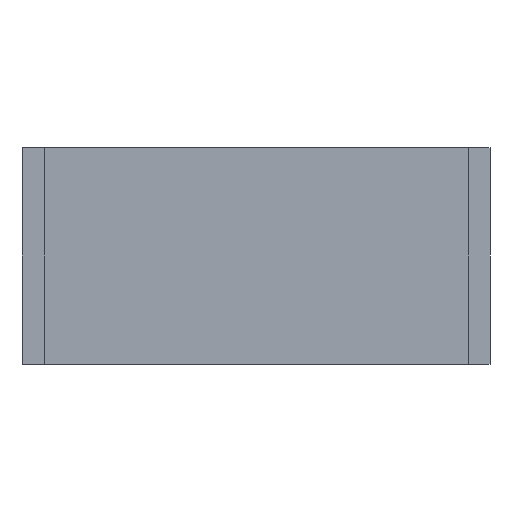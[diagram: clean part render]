
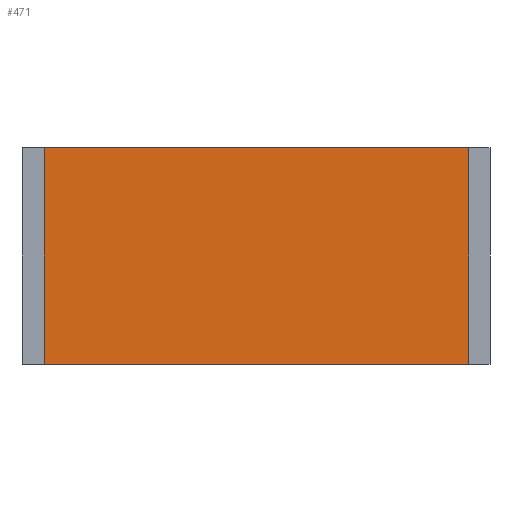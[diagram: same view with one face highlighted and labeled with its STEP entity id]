
A CAD part, front view. The second image highlights one B-rep face of the part: STEP entity #471.
In plain terms, the highlighted planar face has unit normal (0, -1, 0).
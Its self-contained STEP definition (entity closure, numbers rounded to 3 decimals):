
#24=FACE_OUTER_BOUND('',#52,.T.);
#52=EDGE_LOOP('',(#329,#330,#331,#332));
#81=LINE('',#676,#141);
#90=LINE('',#692,#150);
#95=LINE('',#702,#155);
#96=LINE('',#703,#156);
#141=VECTOR('',#551,10.);
#150=VECTOR('',#564,10.);
#155=VECTOR('',#577,10.);
#156=VECTOR('',#578,10.);
#201=VERTEX_POINT('',#673);
#202=VERTEX_POINT('',#675);
#206=VERTEX_POINT('',#689);
#207=VERTEX_POINT('',#691);
#241=EDGE_CURVE('',#202,#201,#81,.T.);
#250=EDGE_CURVE('',#207,#206,#90,.T.);
#255=EDGE_CURVE('',#201,#207,#95,.T.);
#256=EDGE_CURVE('',#206,#202,#96,.T.);
#329=ORIENTED_EDGE('',*,*,#241,.T.);
#330=ORIENTED_EDGE('',*,*,#255,.T.);
#331=ORIENTED_EDGE('',*,*,#250,.T.);
#332=ORIENTED_EDGE('',*,*,#256,.T.);
#420=PLANE('',#516);
#471=ADVANCED_FACE('',(#24),#420,.T.);
#516=AXIS2_PLACEMENT_3D('',#701,#575,#576);
#551=DIRECTION('',(-1.,0.,0.));
#564=DIRECTION('',(1.,0.,0.));
#575=DIRECTION('center_axis',(0.,-1.,0.));
#576=DIRECTION('ref_axis',(0.,0.,-1.));
#577=DIRECTION('',(0.,0.,-1.));
#578=DIRECTION('',(0.,0.,1.));
#673=CARTESIAN_POINT('',(-29.6,-2.7,15.1));
#675=CARTESIAN_POINT('',(29.7,-2.7,15.1));
#676=CARTESIAN_POINT('',(32.7,-2.7,15.1));
#689=CARTESIAN_POINT('',(29.7,-2.7,-15.1));
#691=CARTESIAN_POINT('',(-29.6,-2.7,-15.1));
#692=CARTESIAN_POINT('',(-32.7,-2.7,-15.1));
#701=CARTESIAN_POINT('Origin',(0.05,-2.7,0.));
#702=CARTESIAN_POINT('',(-29.6,-2.7,-15.1));
#703=CARTESIAN_POINT('',(29.7,-2.7,15.1));
